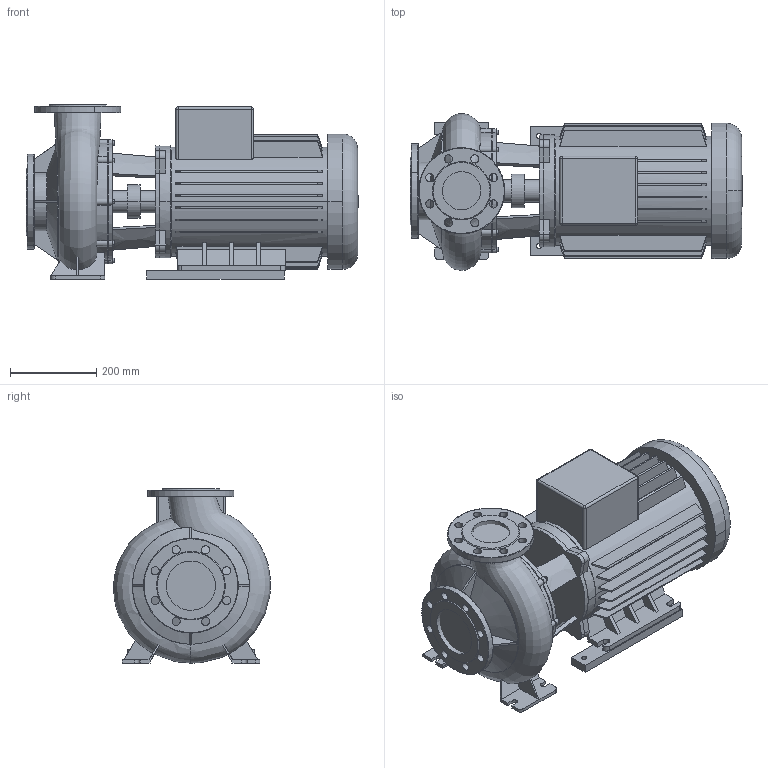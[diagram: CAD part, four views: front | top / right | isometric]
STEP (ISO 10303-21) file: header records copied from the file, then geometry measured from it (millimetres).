
FILE_DESCRIPTION((''),'2;1');
FILE_NAME('3d_BM80_170-18_5_2-2103528.stp','2011-01-26T14:45:59',(''),(''),'Mechanical Desktop 2008','Mechanical Desktop 2008',', , ');
FILE_SCHEMA(('CONFIG_CONTROL_DESIGN'));
Length unit declared in the file: millimetre
Products named in the file (1): Product
Bounding box: 771 x 365 x 405 mm (x, y, z)
Volume: 44375000.3 mm3; surface area: 2159956.1 mm2
Topology: 12 solids, 12 shells, 699 faces, 1821 edges, 1186 vertices
Faces by surface type: plane 322, bspline 213, cylinder 114, cone 44, sphere 4, torus 2
Entity records: 31241 total; most frequent: CARTESIAN_POINT 14798, ORIENTED_EDGE 3634, DIRECTION 3035, EDGE_CURVE 1817, VERTEX_POINT 1186, VECTOR 1079, LINE 1079, AXIS2_PLACEMENT_3D 978
